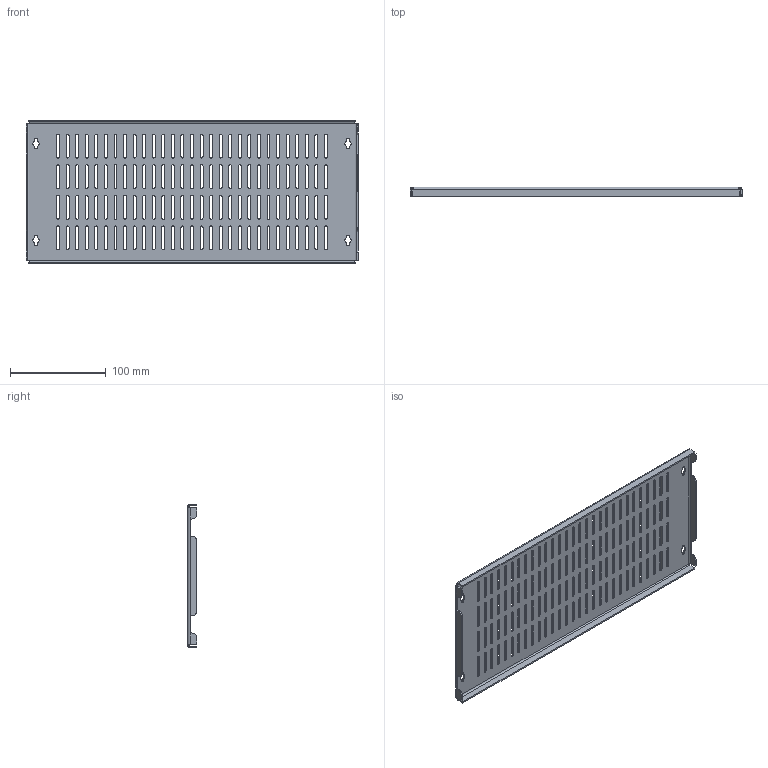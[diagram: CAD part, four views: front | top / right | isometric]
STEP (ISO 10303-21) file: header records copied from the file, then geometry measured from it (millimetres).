
FILE_DESCRIPTION (( 'STEP AP214' ), '1' );
FILE_NAME ('943.515.ﾑ.STEP', '2024-10-04T04:17:10', ( '' ), ( '' ), 'SwSTEP 2.0', 'SolidWorks 2021', '' );
FILE_SCHEMA (( 'AUTOMOTIVE_DESIGN' ));
Length unit declared in the file: millimetre
Products named in the file (1): 943.515.ﾑ
Bounding box: 347 x 10 x 150 mm (x, y, z)
Volume: 75154.1 mm3; surface area: 111318.3 mm2
Topology: 1 solids, 1 shells, 698 faces, 2040 edges, 1344 vertices
Faces by surface type: cylinder 388, plane 302, bspline 8
Entity records: 24186 total; most frequent: CARTESIAN_POINT 4507, DIRECTION 4166, ORIENTED_EDGE 4080, EDGE_CURVE 2040, AXIS2_PLACEMENT_3D 1467, VERTEX_POINT 1344, LINE 1232, VECTOR 1232
